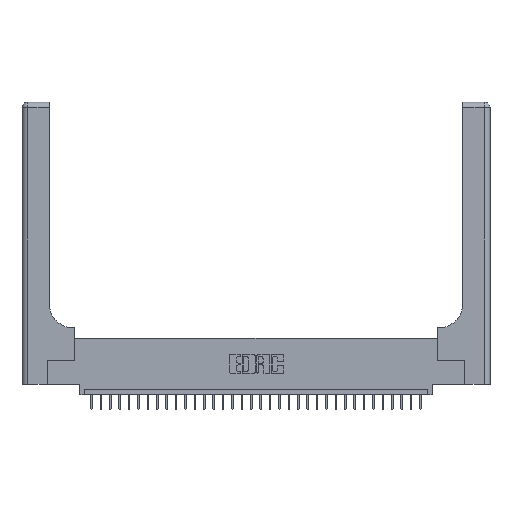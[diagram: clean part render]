
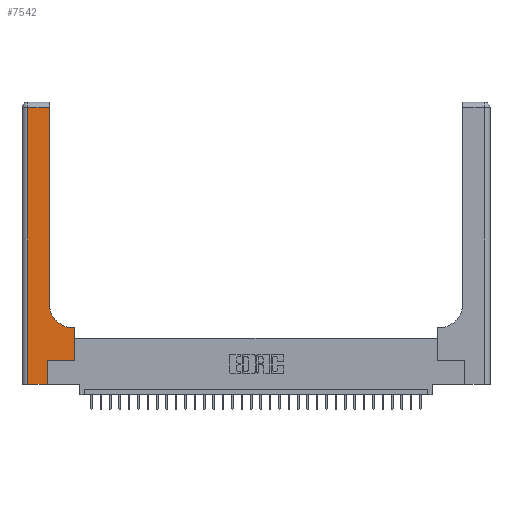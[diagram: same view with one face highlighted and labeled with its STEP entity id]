
A CAD part, top view. The second image highlights one B-rep face of the part: STEP entity #7542.
In plain terms, the highlighted planar face has unit normal (0, 0, 1).
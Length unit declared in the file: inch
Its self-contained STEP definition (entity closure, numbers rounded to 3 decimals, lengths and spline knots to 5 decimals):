
#64 = ORIENTED_EDGE ( 'NONE', *, *, #5374, .T. ) ;
#227 = VERTEX_POINT ( 'NONE', #29279 ) ;
#1350 = EDGE_CURVE ( 'NONE', #5370, #26884, #26079, .T. ) ;
#1435 = DIRECTION ( 'NONE',  ( 0., 1., 0. ) ) ;
#2434 = EDGE_CURVE ( 'NONE', #26860, #9388, #29693, .T. ) ;
#2620 = DIRECTION ( 'NONE',  ( 0., 0., -1. ) ) ;
#4318 = CARTESIAN_POINT ( 'NONE',  ( 0.5585, 0.25, 0.37 ) ) ;
#4760 = VECTOR ( 'NONE', #1435, 39.37008 ) ;
#4925 = VERTEX_POINT ( 'NONE', #22097 ) ;
#5370 = VERTEX_POINT ( 'NONE', #31944 ) ;
#5374 = EDGE_CURVE ( 'NONE', #26884, #15294, #20727, .T. ) ;
#5836 = VERTEX_POINT ( 'NONE', #24154 ) ;
#6466 = CARTESIAN_POINT ( 'NONE',  ( 0.2915, 3., 0.37 ) ) ;
#7542 = ADVANCED_FACE ( 'NONE', ( #14208 ), #10130, .F. ) ;
#8038 = ORIENTED_EDGE ( 'NONE', *, *, #15174, .T. ) ;
#8057 = CARTESIAN_POINT ( 'NONE',  ( 0.06, 2.94, 0.37 ) ) ;
#8400 = VECTOR ( 'NONE', #21607, 39.37008 ) ;
#8829 = CARTESIAN_POINT ( 'NONE',  ( 0., 2.94, 0.37 ) ) ;
#9322 = ORIENTED_EDGE ( 'NONE', *, *, #13383, .T. ) ;
#9377 = LINE ( 'NONE', #27466, #15348 ) ;
#9388 = VERTEX_POINT ( 'NONE', #24850 ) ;
#9585 = ORIENTED_EDGE ( 'NONE', *, *, #10674, .T. ) ;
#10130 = PLANE ( 'NONE',  #24473 ) ;
#10299 = ORIENTED_EDGE ( 'NONE', *, *, #2434, .T. ) ;
#10674 = EDGE_CURVE ( 'NONE', #12087, #26860, #33308, .T. ) ;
#11647 = VECTOR ( 'NONE', #26929, 39.37008 ) ;
#12087 = VERTEX_POINT ( 'NONE', #13536 ) ;
#12733 = ORIENTED_EDGE ( 'NONE', *, *, #23387, .T. ) ;
#12762 = ORIENTED_EDGE ( 'NONE', *, *, #24152, .T. ) ;
#12806 = VECTOR ( 'NONE', #21757, 39.37008 ) ;
#13349 = DIRECTION ( 'NONE',  ( 1., 0., 0. ) ) ;
#13383 = EDGE_CURVE ( 'NONE', #5836, #4925, #9377, .T. ) ;
#13536 = CARTESIAN_POINT ( 'NONE',  ( 0.5585, 0.25, 0.37 ) ) ;
#13838 = CARTESIAN_POINT ( 'NONE',  ( 0.2915, 0.6, 0.37 ) ) ;
#13971 = DIRECTION ( 'NONE',  ( 0., -1., 0. ) ) ;
#14208 = FACE_OUTER_BOUND ( 'NONE', #29246, .T. ) ;
#14314 = LINE ( 'NONE', #21082, #18287 ) ;
#14388 = VECTOR ( 'NONE', #13349, 39.37008 ) ;
#14754 = VECTOR ( 'NONE', #13971, 39.37008 ) ;
#15077 = DIRECTION ( 'NONE',  ( 0., 1., 0. ) ) ;
#15141 = DIRECTION ( 'NONE',  ( 0., 0., -1. ) ) ;
#15174 = EDGE_CURVE ( 'NONE', #227, #5370, #20014, .T. ) ;
#15294 = VERTEX_POINT ( 'NONE', #30860 ) ;
#15348 = VECTOR ( 'NONE', #15077, 39.37008 ) ;
#15963 = EDGE_CURVE ( 'NONE', #15294, #5836, #17594, .T. ) ;
#17232 = AXIS2_PLACEMENT_3D ( 'NONE', #29073, #2620, #28947 ) ;
#17594 = LINE ( 'NONE', #28735, #14388 ) ;
#17718 = ORIENTED_EDGE ( 'NONE', *, *, #1350, .T. ) ;
#18287 = VECTOR ( 'NONE', #28898, 39.37008 ) ;
#20014 = LINE ( 'NONE', #6466, #8400 ) ;
#20727 = LINE ( 'NONE', #27021, #14754 ) ;
#21082 = CARTESIAN_POINT ( 'NONE',  ( 0.269, 0.25, 0.37 ) ) ;
#21607 = DIRECTION ( 'NONE',  ( 0., 1., 0. ) ) ;
#21757 = DIRECTION ( 'NONE',  ( -1., 0., 0. ) ) ;
#22097 = CARTESIAN_POINT ( 'NONE',  ( 0.269, 0.25, 0.37 ) ) ;
#22801 = CIRCLE ( 'NONE', #17232, 0.25 ) ;
#22894 = DIRECTION ( 'NONE',  ( -1., 0., 0. ) ) ;
#23387 = EDGE_CURVE ( 'NONE', #9388, #227, #22801, .T. ) ;
#23456 = CARTESIAN_POINT ( 'NONE',  ( 0.5585, 0.6, 0.37 ) ) ;
#23575 = CARTESIAN_POINT ( 'NONE',  ( 0., 3., 0.37 ) ) ;
#24152 = EDGE_CURVE ( 'NONE', #4925, #12087, #14314, .T. ) ;
#24154 = CARTESIAN_POINT ( 'NONE',  ( 0.269, 0., 0.37 ) ) ;
#24473 = AXIS2_PLACEMENT_3D ( 'NONE', #23575, #15141, #22894 ) ;
#24850 = CARTESIAN_POINT ( 'NONE',  ( 0.5415, 0.6, 0.37 ) ) ;
#26079 = LINE ( 'NONE', #8829, #11647 ) ;
#26860 = VERTEX_POINT ( 'NONE', #23456 ) ;
#26884 = VERTEX_POINT ( 'NONE', #8057 ) ;
#26929 = DIRECTION ( 'NONE',  ( -1., 0., 0. ) ) ;
#27021 = CARTESIAN_POINT ( 'NONE',  ( 0.06, 3., 0.37 ) ) ;
#27466 = CARTESIAN_POINT ( 'NONE',  ( 0.269, 0., 0.37 ) ) ;
#28735 = CARTESIAN_POINT ( 'NONE',  ( 0., 0., 0.37 ) ) ;
#28898 = DIRECTION ( 'NONE',  ( 1., 0., 0. ) ) ;
#28947 = DIRECTION ( 'NONE',  ( 1., 0., 0. ) ) ;
#29073 = CARTESIAN_POINT ( 'NONE',  ( 0.5415, 0.85, 0.37 ) ) ;
#29246 = EDGE_LOOP ( 'NONE', ( #8038, #17718, #64, #30045, #9322, #12762, #9585, #10299, #12733 ) ) ;
#29279 = CARTESIAN_POINT ( 'NONE',  ( 0.2915, 0.85, 0.37 ) ) ;
#29693 = LINE ( 'NONE', #13838, #12806 ) ;
#30045 = ORIENTED_EDGE ( 'NONE', *, *, #15963, .T. ) ;
#30860 = CARTESIAN_POINT ( 'NONE',  ( 0.06, 0., 0.37 ) ) ;
#31944 = CARTESIAN_POINT ( 'NONE',  ( 0.2915, 2.94, 0.37 ) ) ;
#33308 = LINE ( 'NONE', #4318, #4760 ) ;
